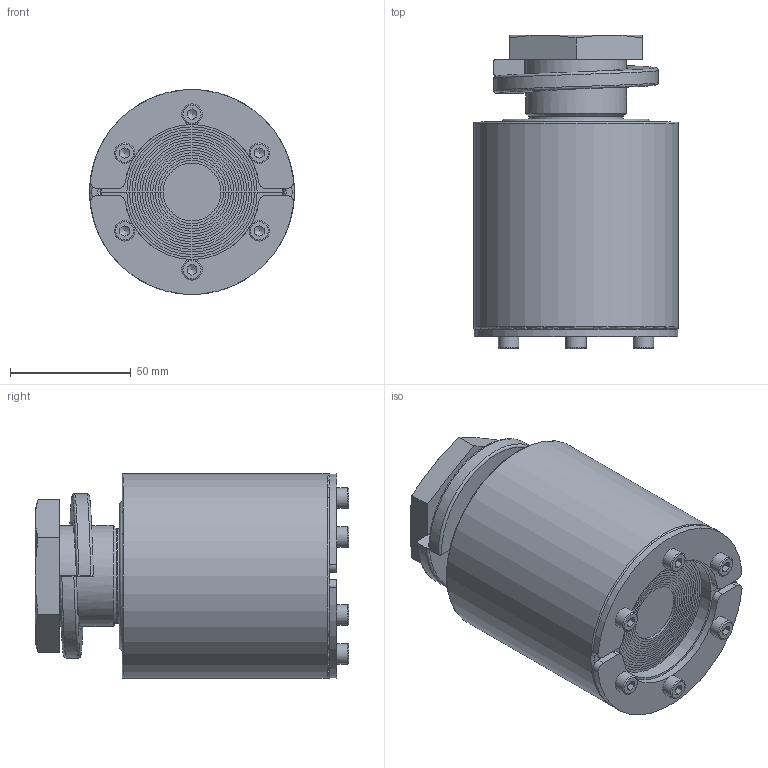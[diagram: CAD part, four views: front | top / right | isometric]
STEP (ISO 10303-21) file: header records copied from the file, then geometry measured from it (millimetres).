
FILE_DESCRIPTION(/* description */ (''),/* implementation_level */ '2;1');
FILE_NAME(/* name */ 'SLA_RS75.stp',/* time_stamp */ '2026-03-23T07:26:38+01:00',/* author */ ('se-marfre'),/* organization */ (''),/* preprocessor_version */ 'ST-DEVELOPER v19.2',/* originating_system */ 'Autodesk Inventor 2023',/* authorisation */ '');
FILE_SCHEMA (('CONFIG_CONTROL_DESIGN'));
Length unit declared in the file: millimetre
Products named in the file (1): SLA_RS75
Bounding box: 85 x 130 x 85 mm (x, y, z)
Volume: 470628.8 mm3; surface area: 106544.5 mm2
Topology: 2 solids, 2 shells, 250 faces, 608 edges, 367 vertices
Faces by surface type: plane 147, cylinder 56, cone 23, torus 18, bspline 6
Full cylindrical faces by diameter (mm): 4.134 x6, 8.5 x6, 36 x1, 39.25 x1, 41.91 x2, 76 x1, 85 x1
Entity records: 8502 total; most frequent: CARTESIAN_POINT 2333, DIRECTION 1274, ORIENTED_EDGE 1206, EDGE_CURVE 603, AXIS2_PLACEMENT_3D 506, VERTEX_POINT 368, EDGE_LOOP 271, LINE 262
